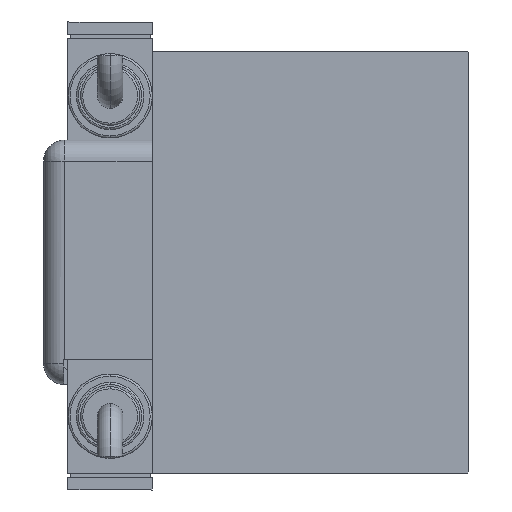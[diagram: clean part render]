
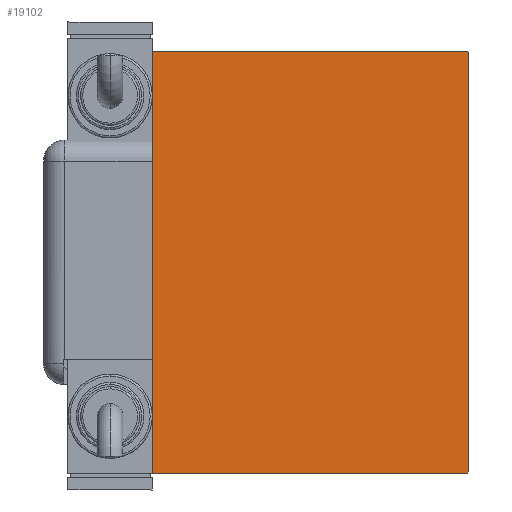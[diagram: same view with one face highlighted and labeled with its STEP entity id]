
A CAD part, left-side view. The second image highlights one B-rep face of the part: STEP entity #19102.
In plain terms, the highlighted face is planar.
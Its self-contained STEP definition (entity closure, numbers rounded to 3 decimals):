
#1219 = EDGE_CURVE ( 'NONE', #25386, #6576, #37581, .T. ) ;
#3511 = EDGE_CURVE ( 'NONE', #14959, #25386, #34126, .T. ) ;
#4742 = EDGE_CURVE ( 'NONE', #6576, #52843, #51016, .T. ) ;
#4973 = VECTOR ( 'NONE', #51425, 1000. ) ;
#6576 = VERTEX_POINT ( 'NONE', #48505 ) ;
#7621 = CARTESIAN_POINT ( 'NONE',  ( 98., -37.5, 49.7 ) ) ;
#9242 = CARTESIAN_POINT ( 'NONE',  ( 98., 43.6, -43.6 ) ) ;
#10696 = VECTOR ( 'NONE', #35780, 1000. ) ;
#10919 = DIRECTION ( 'NONE',  ( 0., 0., 1. ) ) ;
#11119 = ORIENTED_EDGE ( 'NONE', *, *, #22731, .T. ) ;
#11676 = VECTOR ( 'NONE', #29988, 1000. ) ;
#12833 = ORIENTED_EDGE ( 'NONE', *, *, #1219, .T. ) ;
#13636 = CARTESIAN_POINT ( 'NONE',  ( 98., -37.5, -50. ) ) ;
#13714 = EDGE_CURVE ( 'NONE', #47890, #30329, #46114, .T. ) ;
#14652 = EDGE_LOOP ( 'NONE', ( #52498, #47753, #32435, #34805, #43332, #11119, #43581, #12833 ) ) ;
#14959 = VERTEX_POINT ( 'NONE', #7621 ) ;
#15709 = VECTOR ( 'NONE', #28935, 1000. ) ;
#16022 = VECTOR ( 'NONE', #48869, 1000. ) ;
#16764 = CARTESIAN_POINT ( 'NONE',  ( 98., 0., 0. ) ) ;
#19102 = ADVANCED_FACE ( 'NONE', ( #39512 ), #20602, .T. ) ;
#20544 = DIRECTION ( 'NONE',  ( 0., 0., -1. ) ) ;
#20602 = PLANE ( 'NONE',  #56332 ) ;
#21218 = EDGE_CURVE ( 'NONE', #49723, #31474, #55786, .T. ) ;
#21343 = CARTESIAN_POINT ( 'NONE',  ( 98., 37.2, -50. ) ) ;
#22731 = EDGE_CURVE ( 'NONE', #30329, #14959, #30839, .T. ) ;
#23509 = CARTESIAN_POINT ( 'NONE',  ( 98., 37.2, 50. ) ) ;
#24277 = CARTESIAN_POINT ( 'NONE',  ( 98., -43.6, -43.6 ) ) ;
#25386 = VERTEX_POINT ( 'NONE', #47225 ) ;
#25847 = CARTESIAN_POINT ( 'NONE',  ( 98., -37.5, 50. ) ) ;
#28935 = DIRECTION ( 'NONE',  ( 0., -1., 0. ) ) ;
#28987 = VECTOR ( 'NONE', #54391, 1000. ) ;
#29988 = DIRECTION ( 'NONE',  ( 0., -0.707, 0.707 ) ) ;
#30329 = VERTEX_POINT ( 'NONE', #38893 ) ;
#30839 = LINE ( 'NONE', #53857, #16022 ) ;
#31474 = VERTEX_POINT ( 'NONE', #56250 ) ;
#32435 = ORIENTED_EDGE ( 'NONE', *, *, #21218, .T. ) ;
#33285 = VECTOR ( 'NONE', #20544, 1000. ) ;
#33346 = CARTESIAN_POINT ( 'NONE',  ( 98., 37.5, -50. ) ) ;
#34126 = LINE ( 'NONE', #25847, #33285 ) ;
#34805 = ORIENTED_EDGE ( 'NONE', *, *, #36444, .T. ) ;
#35780 = DIRECTION ( 'NONE',  ( 0., 1., 0. ) ) ;
#36444 = EDGE_CURVE ( 'NONE', #31474, #47890, #42701, .T. ) ;
#37581 = LINE ( 'NONE', #24277, #4973 ) ;
#38268 = CARTESIAN_POINT ( 'NONE',  ( 98., 43.6, 43.6 ) ) ;
#38893 = CARTESIAN_POINT ( 'NONE',  ( 98., -37.2, 50. ) ) ;
#39512 = FACE_OUTER_BOUND ( 'NONE', #14652, .T. ) ;
#42701 = LINE ( 'NONE', #38268, #11676 ) ;
#43332 = ORIENTED_EDGE ( 'NONE', *, *, #13714, .T. ) ;
#43581 = ORIENTED_EDGE ( 'NONE', *, *, #3511, .T. ) ;
#44674 = LINE ( 'NONE', #9242, #28987 ) ;
#45034 = CARTESIAN_POINT ( 'NONE',  ( 98., 37.5, -49.7 ) ) ;
#46114 = LINE ( 'NONE', #51377, #15709 ) ;
#47225 = CARTESIAN_POINT ( 'NONE',  ( 98., -37.5, -49.7 ) ) ;
#47753 = ORIENTED_EDGE ( 'NONE', *, *, #50968, .T. ) ;
#47890 = VERTEX_POINT ( 'NONE', #23509 ) ;
#48505 = CARTESIAN_POINT ( 'NONE',  ( 98., -37.2, -50. ) ) ;
#48869 = DIRECTION ( 'NONE',  ( 0., -0.707, -0.707 ) ) ;
#49723 = VERTEX_POINT ( 'NONE', #45034 ) ;
#50968 = EDGE_CURVE ( 'NONE', #52843, #49723, #44674, .T. ) ;
#51016 = LINE ( 'NONE', #13636, #10696 ) ;
#51377 = CARTESIAN_POINT ( 'NONE',  ( 98., 37.5, 50. ) ) ;
#51425 = DIRECTION ( 'NONE',  ( 0., 0.707, -0.707 ) ) ;
#51906 = DIRECTION ( 'NONE',  ( 0., 0., -1. ) ) ;
#52498 = ORIENTED_EDGE ( 'NONE', *, *, #4742, .T. ) ;
#52843 = VERTEX_POINT ( 'NONE', #21343 ) ;
#53857 = CARTESIAN_POINT ( 'NONE',  ( 98., -43.6, 43.6 ) ) ;
#54391 = DIRECTION ( 'NONE',  ( 0., 0.707, 0.707 ) ) ;
#54497 = VECTOR ( 'NONE', #10919, 1000. ) ;
#55786 = LINE ( 'NONE', #33346, #54497 ) ;
#56250 = CARTESIAN_POINT ( 'NONE',  ( 98., 37.5, 49.7 ) ) ;
#56332 = AXIS2_PLACEMENT_3D ( 'NONE', #16764, #57501, #51906 ) ;
#57501 = DIRECTION ( 'NONE',  ( 1., 0., 0. ) ) ;
